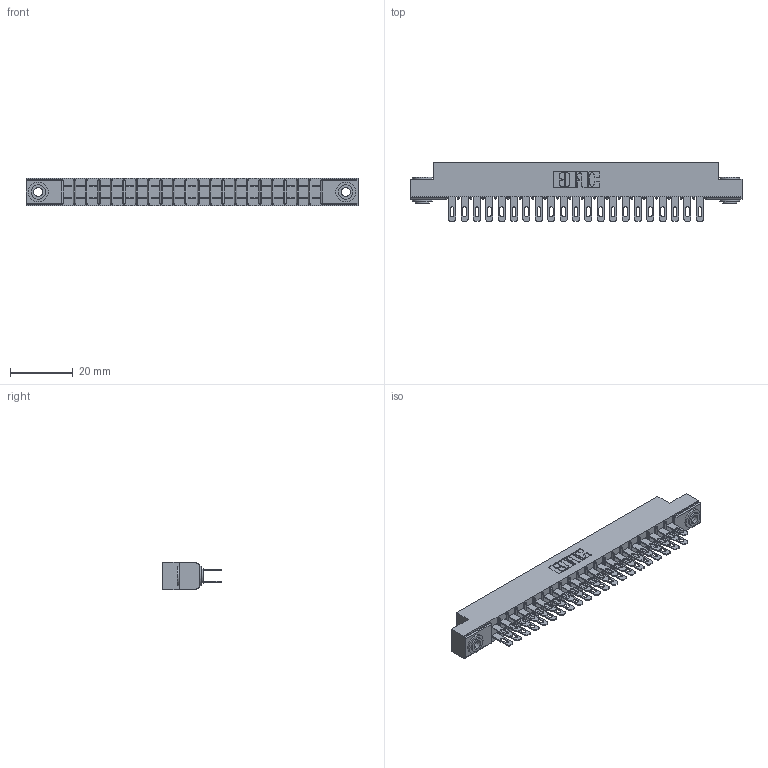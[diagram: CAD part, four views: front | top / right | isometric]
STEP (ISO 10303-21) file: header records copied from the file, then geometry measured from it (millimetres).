
FILE_DESCRIPTION (( 'STEP AP203' ), '1' );
FILE_NAME ('315-042-500-203.STEP', '2019-09-10T17:27:44', ( '' ), ( '' ), 'SwSTEP 2.0', 'SolidWorks 2016', '' );
FILE_SCHEMA (( 'CONFIG_CONTROL_DESIGN' ));
Length unit declared in the file: inch
Products named in the file (4): 305 Part_.156 Dia; 305-290-001_500; 345-250-002_345-250-002-102; 315-042-500-203
Assembly tree (45 placements, depth 2):
  315-042-500-203
    305 Part_.156 Dia
    305-290-001_500  x42
    345-250-002_345-250-002-102  x2
Bounding box: 106.22 x 18.85 x 8.71 mm (x, y, z)
Volume: 6798.4 mm3; surface area: 13755.8 mm2
Topology: 45 solids, 45 shells, 2268 faces, 6455 edges, 4186 vertices
Faces by surface type: plane 1268, cylinder 908, sphere 84, cone 8
Entity records: 26381 total; most frequent: CARTESIAN_POINT 4346, ORIENTED_EDGE 4302, DIRECTION 4239, EDGE_CURVE 2151, VECTOR 1705, LINE 1705, VERTEX_POINT 1374, AXIS2_PLACEMENT_3D 1267
